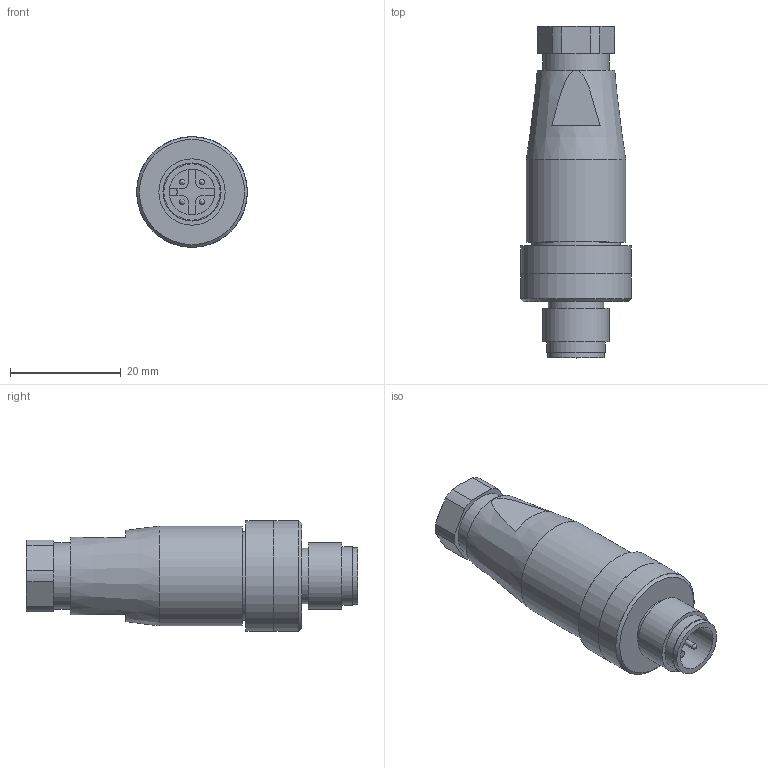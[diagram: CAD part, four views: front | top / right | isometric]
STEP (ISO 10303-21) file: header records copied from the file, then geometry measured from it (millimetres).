
FILE_DESCRIPTION(/* description */ (''),/* implementation_level */ '2;1');
FILE_NAME(/* name */ 'VK003028.stp',/* time_stamp */ '2016-10-12T08:35:33+02:00',/* author */ ('mitarbeiter'),/* organization */ (''),/* preprocessor_version */ 'ST-DEVELOPER v15.2',/* originating_system */ 'Autodesk Inventor 2014',/* authorisation */ '');
FILE_SCHEMA (('AUTOMOTIVE_DESIGN { 1 0 10303 214 3 1 1 }'));
Length unit declared in the file: millimetre
Products named in the file (1): VK003028
Bounding box: 20.05 x 60 x 20.05 mm (x, y, z)
Volume: 11572.6 mm3; surface area: 4949 mm2
Topology: 2 solids, 2 shells, 80 faces, 182 edges, 118 vertices
Faces by surface type: plane 41, cylinder 27, cone 8, sphere 4
Full cylindrical faces by diameter (mm): 1 x4, 3 x1, 7 x1, 8.3 x1, 10 x1, 10.2 x1, 10.5 x1, 12 x2, 16 x1, 18 x1, 20 x1, 20.05 x1
Entity records: 2061 total; most frequent: CARTESIAN_POINT 369, DIRECTION 368, ORIENTED_EDGE 298, AXIS2_PLACEMENT_3D 154, EDGE_CURVE 149, EDGE_LOOP 114, VERTEX_POINT 107, FACE_OUTER_BOUND 80
